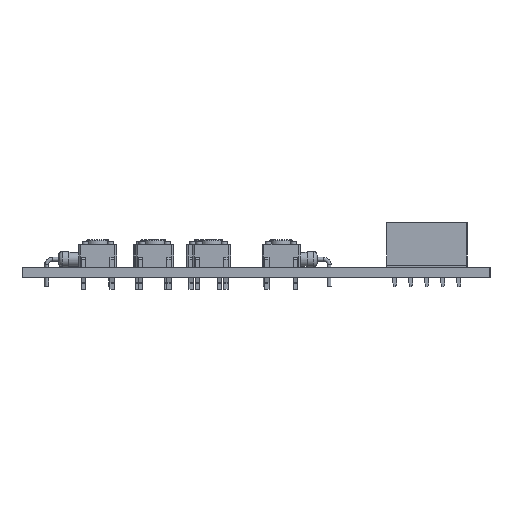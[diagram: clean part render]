
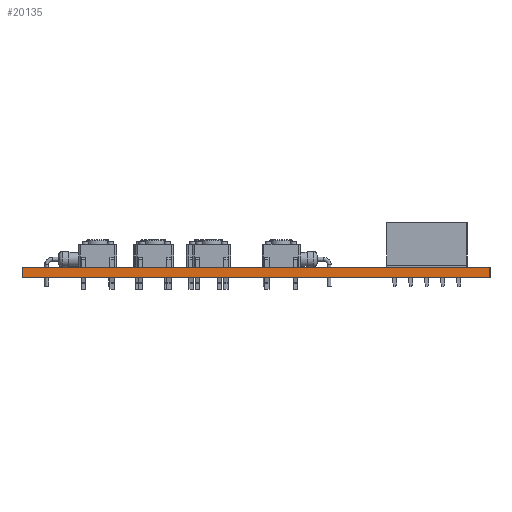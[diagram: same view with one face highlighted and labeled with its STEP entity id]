
A CAD part, left-side view. The second image highlights one B-rep face of the part: STEP entity #20135.
In plain terms, the highlighted planar face has unit normal (-1, 0, 0).
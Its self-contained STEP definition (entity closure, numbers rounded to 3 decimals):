
#19954 = PLANE('',#19955);
#19955 = AXIS2_PLACEMENT_3D('',#19956,#19957,#19958);
#19956 = CARTESIAN_POINT('',(212.,-94.,0.));
#19957 = DIRECTION('',(0.,-1.,0.));
#19958 = DIRECTION('',(-1.,0.,0.));
#19979 = VERTEX_POINT('',#19980);
#19980 = CARTESIAN_POINT('',(89.,-94.,1.6));
#19994 = PLANE('',#19995);
#19995 = AXIS2_PLACEMENT_3D('',#19996,#19997,#19998);
#19996 = CARTESIAN_POINT('',(150.5,-57.,1.6));
#19997 = DIRECTION('',(-0.,-0.,-1.));
#19998 = DIRECTION('',(-1.,0.,0.));
#20006 = EDGE_CURVE('',#20007,#19979,#20009,.T.);
#20007 = VERTEX_POINT('',#20008);
#20008 = CARTESIAN_POINT('',(89.,-94.,0.));
#20009 = SURFACE_CURVE('',#20010,(#20014,#20021),.PCURVE_S1.);
#20010 = LINE('',#20011,#20012);
#20011 = CARTESIAN_POINT('',(89.,-94.,0.));
#20012 = VECTOR('',#20013,1.);
#20013 = DIRECTION('',(0.,0.,1.));
#20014 = PCURVE('',#19954,#20015);
#20015 = DEFINITIONAL_REPRESENTATION('',(#20016),#20020);
#20016 = LINE('',#20017,#20018);
#20017 = CARTESIAN_POINT('',(123.,0.));
#20018 = VECTOR('',#20019,1.);
#20019 = DIRECTION('',(0.,-1.));
#20020 = ( GEOMETRIC_REPRESENTATION_CONTEXT(2) 
PARAMETRIC_REPRESENTATION_CONTEXT() REPRESENTATION_CONTEXT('2D SPACE',''
  ) );
#20021 = PCURVE('',#20022,#20027);
#20022 = PLANE('',#20023);
#20023 = AXIS2_PLACEMENT_3D('',#20024,#20025,#20026);
#20024 = CARTESIAN_POINT('',(89.,-94.,0.));
#20025 = DIRECTION('',(-1.,0.,0.));
#20026 = DIRECTION('',(0.,1.,0.));
#20027 = DEFINITIONAL_REPRESENTATION('',(#20028),#20032);
#20028 = LINE('',#20029,#20030);
#20029 = CARTESIAN_POINT('',(0.,0.));
#20030 = VECTOR('',#20031,1.);
#20031 = DIRECTION('',(0.,-1.));
#20032 = ( GEOMETRIC_REPRESENTATION_CONTEXT(2) 
PARAMETRIC_REPRESENTATION_CONTEXT() REPRESENTATION_CONTEXT('2D SPACE',''
  ) );
#20048 = PLANE('',#20049);
#20049 = AXIS2_PLACEMENT_3D('',#20050,#20051,#20052);
#20050 = CARTESIAN_POINT('',(150.5,-57.,0.));
#20051 = DIRECTION('',(-0.,-0.,-1.));
#20052 = DIRECTION('',(-1.,0.,0.));
#20081 = PLANE('',#20082);
#20082 = AXIS2_PLACEMENT_3D('',#20083,#20084,#20085);
#20083 = CARTESIAN_POINT('',(89.,-20.,0.));
#20084 = DIRECTION('',(0.,1.,0.));
#20085 = DIRECTION('',(1.,0.,0.));
#20135 = ADVANCED_FACE('',(#20136),#20022,.T.);
#20136 = FACE_BOUND('',#20137,.T.);
#20137 = EDGE_LOOP('',(#20138,#20139,#20162,#20185));
#20138 = ORIENTED_EDGE('',*,*,#20006,.T.);
#20139 = ORIENTED_EDGE('',*,*,#20140,.T.);
#20140 = EDGE_CURVE('',#19979,#20141,#20143,.T.);
#20141 = VERTEX_POINT('',#20142);
#20142 = CARTESIAN_POINT('',(89.,-20.,1.6));
#20143 = SURFACE_CURVE('',#20144,(#20148,#20155),.PCURVE_S1.);
#20144 = LINE('',#20145,#20146);
#20145 = CARTESIAN_POINT('',(89.,-94.,1.6));
#20146 = VECTOR('',#20147,1.);
#20147 = DIRECTION('',(0.,1.,0.));
#20148 = PCURVE('',#20022,#20149);
#20149 = DEFINITIONAL_REPRESENTATION('',(#20150),#20154);
#20150 = LINE('',#20151,#20152);
#20151 = CARTESIAN_POINT('',(0.,-1.6));
#20152 = VECTOR('',#20153,1.);
#20153 = DIRECTION('',(1.,0.));
#20154 = ( GEOMETRIC_REPRESENTATION_CONTEXT(2) 
PARAMETRIC_REPRESENTATION_CONTEXT() REPRESENTATION_CONTEXT('2D SPACE',''
  ) );
#20155 = PCURVE('',#19994,#20156);
#20156 = DEFINITIONAL_REPRESENTATION('',(#20157),#20161);
#20157 = LINE('',#20158,#20159);
#20158 = CARTESIAN_POINT('',(61.5,-37.));
#20159 = VECTOR('',#20160,1.);
#20160 = DIRECTION('',(0.,1.));
#20161 = ( GEOMETRIC_REPRESENTATION_CONTEXT(2) 
PARAMETRIC_REPRESENTATION_CONTEXT() REPRESENTATION_CONTEXT('2D SPACE',''
  ) );
#20162 = ORIENTED_EDGE('',*,*,#20163,.F.);
#20163 = EDGE_CURVE('',#20164,#20141,#20166,.T.);
#20164 = VERTEX_POINT('',#20165);
#20165 = CARTESIAN_POINT('',(89.,-20.,0.));
#20166 = SURFACE_CURVE('',#20167,(#20171,#20178),.PCURVE_S1.);
#20167 = LINE('',#20168,#20169);
#20168 = CARTESIAN_POINT('',(89.,-20.,0.));
#20169 = VECTOR('',#20170,1.);
#20170 = DIRECTION('',(0.,0.,1.));
#20171 = PCURVE('',#20022,#20172);
#20172 = DEFINITIONAL_REPRESENTATION('',(#20173),#20177);
#20173 = LINE('',#20174,#20175);
#20174 = CARTESIAN_POINT('',(74.,0.));
#20175 = VECTOR('',#20176,1.);
#20176 = DIRECTION('',(0.,-1.));
#20177 = ( GEOMETRIC_REPRESENTATION_CONTEXT(2) 
PARAMETRIC_REPRESENTATION_CONTEXT() REPRESENTATION_CONTEXT('2D SPACE',''
  ) );
#20178 = PCURVE('',#20081,#20179);
#20179 = DEFINITIONAL_REPRESENTATION('',(#20180),#20184);
#20180 = LINE('',#20181,#20182);
#20181 = CARTESIAN_POINT('',(0.,0.));
#20182 = VECTOR('',#20183,1.);
#20183 = DIRECTION('',(0.,-1.));
#20184 = ( GEOMETRIC_REPRESENTATION_CONTEXT(2) 
PARAMETRIC_REPRESENTATION_CONTEXT() REPRESENTATION_CONTEXT('2D SPACE',''
  ) );
#20185 = ORIENTED_EDGE('',*,*,#20186,.F.);
#20186 = EDGE_CURVE('',#20007,#20164,#20187,.T.);
#20187 = SURFACE_CURVE('',#20188,(#20192,#20199),.PCURVE_S1.);
#20188 = LINE('',#20189,#20190);
#20189 = CARTESIAN_POINT('',(89.,-94.,0.));
#20190 = VECTOR('',#20191,1.);
#20191 = DIRECTION('',(0.,1.,0.));
#20192 = PCURVE('',#20022,#20193);
#20193 = DEFINITIONAL_REPRESENTATION('',(#20194),#20198);
#20194 = LINE('',#20195,#20196);
#20195 = CARTESIAN_POINT('',(0.,0.));
#20196 = VECTOR('',#20197,1.);
#20197 = DIRECTION('',(1.,0.));
#20198 = ( GEOMETRIC_REPRESENTATION_CONTEXT(2) 
PARAMETRIC_REPRESENTATION_CONTEXT() REPRESENTATION_CONTEXT('2D SPACE',''
  ) );
#20199 = PCURVE('',#20048,#20200);
#20200 = DEFINITIONAL_REPRESENTATION('',(#20201),#20205);
#20201 = LINE('',#20202,#20203);
#20202 = CARTESIAN_POINT('',(61.5,-37.));
#20203 = VECTOR('',#20204,1.);
#20204 = DIRECTION('',(0.,1.));
#20205 = ( GEOMETRIC_REPRESENTATION_CONTEXT(2) 
PARAMETRIC_REPRESENTATION_CONTEXT() REPRESENTATION_CONTEXT('2D SPACE',''
  ) );
